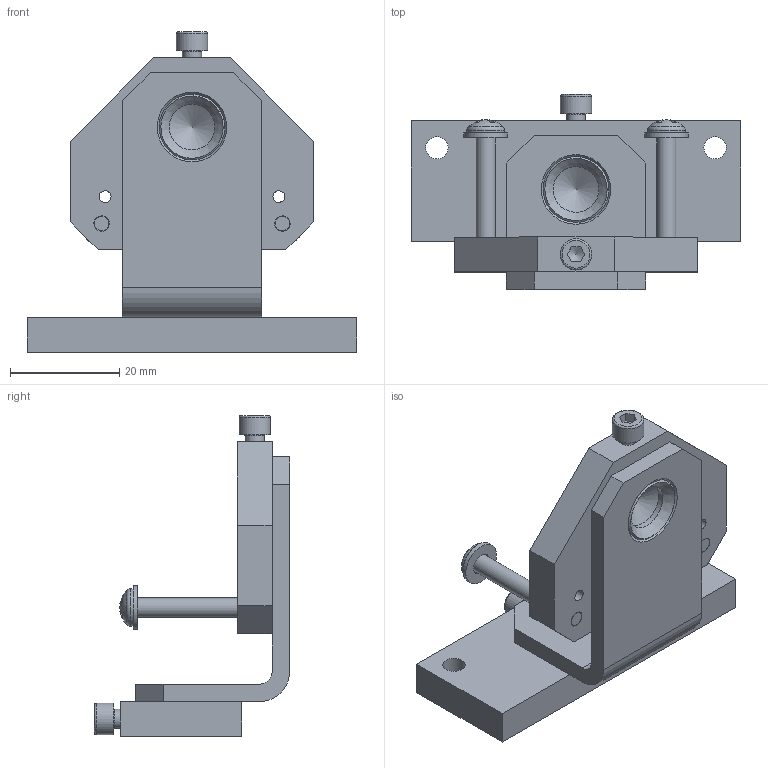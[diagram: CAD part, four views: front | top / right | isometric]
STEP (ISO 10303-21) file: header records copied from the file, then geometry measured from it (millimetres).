
FILE_DESCRIPTION(/* description */ (''),/* implementation_level */ '2;1');
FILE_NAME(/* name */ '10156.stp',/* time_stamp */ '2017-07-06T11:51:06-07:00',/* author */ ('JP'),/* organization */ (''),/* preprocessor_version */ 'ST-DEVELOPER v16.13',/* originating_system */ 'Autodesk Inventor 2018',/* authorisation */ '');
FILE_SCHEMA (('AUTOMOTIVE_DESIGN { 1 0 10303 214 3 1 1 }'));
Length unit declared in the file: inch
Products named in the file (1): 10156-A_Shrinkwrap_1
Bounding box: 60.2 x 35.64 x 58.57 mm (x, y, z)
Volume: 21654.1 mm3; surface area: 11630.9 mm2
Topology: 1 solids, 1 shells, 163 faces, 413 edges, 274 vertices
Faces by surface type: plane 80, cylinder 35, cone 32, torus 14, sphere 2
Full cylindrical faces by diameter (mm): 2.159 x2, 3.505 x6, 3.988 x2, 4.089 x2, 5.74 x2, 6.858 x2, 7.938 x2, 8.331 x2, 9.474 x2, 9.525 x2, 9.601 x2, 12.692 x4, 12.725 x2
Entity records: 4895 total; most frequent: CARTESIAN_POINT 1057, DIRECTION 766, ORIENTED_EDGE 668, EDGE_CURVE 334, AXIS2_PLACEMENT_3D 315, EDGE_LOOP 248, VERTEX_POINT 248, STYLED_ITEM 163
